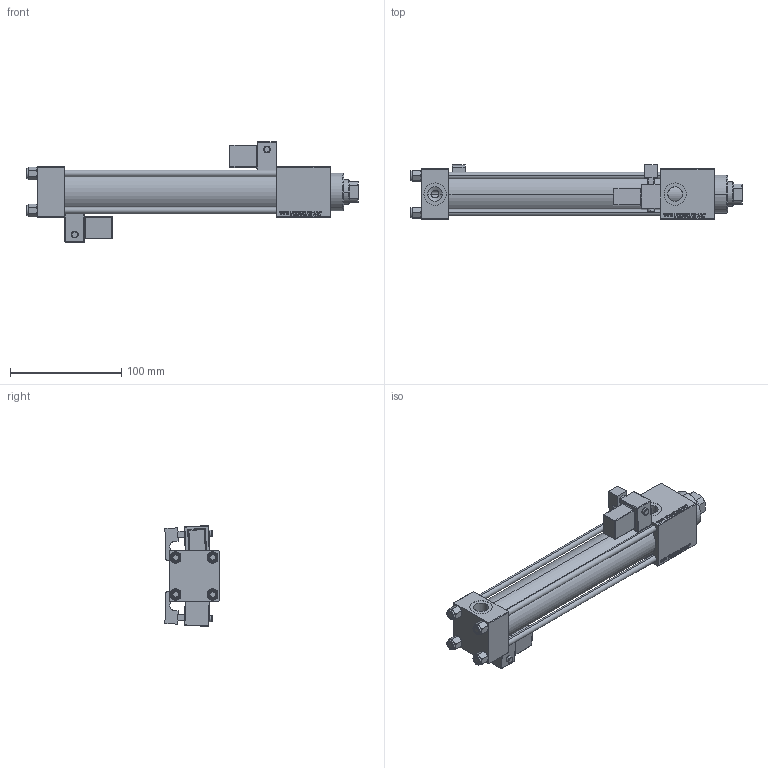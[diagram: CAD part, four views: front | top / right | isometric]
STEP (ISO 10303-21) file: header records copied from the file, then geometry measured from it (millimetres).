
FILE_DESCRIPTION (( 'STEP AP203' ), '1' );
FILE_NAME ('7ade.STEP', '2022-09-13T23:57:45', ( '' ), ( '' ), 'SwSTEP 2.0', 'SolidWorks 2019', '' );
FILE_SCHEMA (( 'CONFIG_CONTROL_DESIGN' ));
Length unit declared in the file: millimetre
Products named in the file (9): V215CR_MSU a3fa1ec8cf712eab122acb28be826a1e; V215_VC_A a3fa1ec8cf712eab122acb28be826a1e; V215CR_VCP_C a3fa1ec8cf712eab122acb28be826a1e; 7ade; NUT_M5_C a3fa1ec8cf712eab122acb28be826a1e; V215CR_C_TYCINKA a3fa1ec8cf712eab122acb28be826a1e; FEMALE_PART_FOR_DFA a3fa1ec8cf712eab122acb28be826a1e; V215CR_C_Body a3fa1ec8cf712eab122acb28be826a1e; DFA a3fa1ec8cf712eab122acb28be826a1e
Assembly tree (15 placements, depth 3):
  7ade
    V215CR_C_Body a3fa1ec8cf712eab122acb28be826a1e
    V215CR_VCP_C a3fa1ec8cf712eab122acb28be826a1e
    NUT_M5_C a3fa1ec8cf712eab122acb28be826a1e  x4
    V215CR_C_TYCINKA a3fa1ec8cf712eab122acb28be826a1e  x4
    V215_VC_A a3fa1ec8cf712eab122acb28be826a1e
    DFA a3fa1ec8cf712eab122acb28be826a1e
      FEMALE_PART_FOR_DFA a3fa1ec8cf712eab122acb28be826a1e
    V215CR_MSU a3fa1ec8cf712eab122acb28be826a1e  x2
Bounding box: 298 x 48.72 x 90.31 mm (x, y, z)
Volume: 375396.3 mm3; surface area: 139013.2 mm2
Topology: 14 solids, 14 shells, 1344 faces, 3333 edges, 2119 vertices
Faces by surface type: plane 601, bspline 392, cylinder 159, cone 148, sphere 24, torus 20
Entity records: 53771 total; most frequent: CARTESIAN_POINT 27664, ORIENTED_EDGE 5764, DIRECTION 3904, EDGE_CURVE 2882, VERTEX_POINT 1875, VECTOR 1738, LINE 1738, EDGE_LOOP 1279
